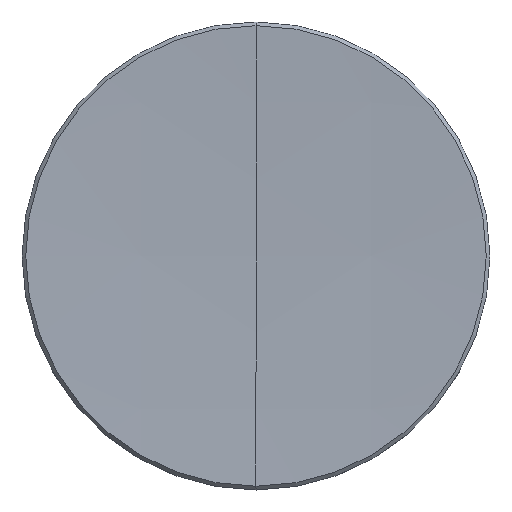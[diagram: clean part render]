
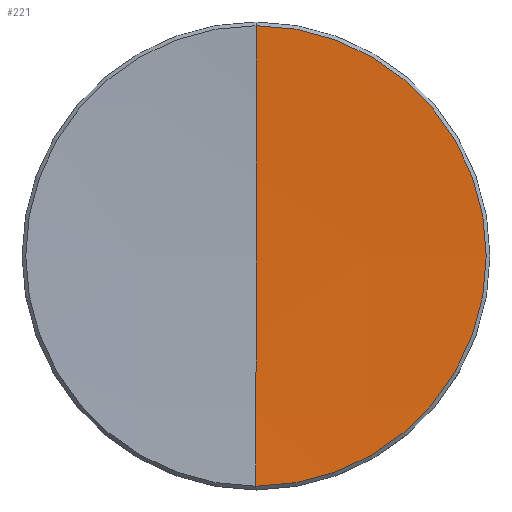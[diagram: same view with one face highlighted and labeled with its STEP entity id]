
A CAD part, top view. The second image highlights one B-rep face of the part: STEP entity #221.
In plain terms, the highlighted spherical face has radius 274.541 mm.
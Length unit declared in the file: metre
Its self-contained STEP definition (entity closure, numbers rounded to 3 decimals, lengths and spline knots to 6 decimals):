
#4 = CARTESIAN_POINT ( 'NONE',  ( 0., 0., 0.002 ) ) ;
#20 = SPHERICAL_SURFACE ( 'NONE', #118, 0.274541 ) ;
#23 = ORIENTED_EDGE ( 'NONE', *, *, #228, .T. ) ;
#32 = CARTESIAN_POINT ( 'NONE',  ( 0., 0., 0.002285 ) ) ;
#84 = AXIS2_PLACEMENT_3D ( 'NONE', #32, #112, #306 ) ;
#92 = DIRECTION ( 'NONE',  ( -1., 0., 0. ) ) ;
#96 = VERTEX_POINT ( 'NONE', #207 ) ;
#106 = EDGE_CURVE ( 'NONE', #215, #96, #125, .T. ) ;
#112 = DIRECTION ( 'NONE',  ( 0., 0., 1. ) ) ;
#117 = ORIENTED_EDGE ( 'NONE', *, *, #106, .F. ) ;
#118 = AXIS2_PLACEMENT_3D ( 'NONE', #195, #92, #300 ) ;
#125 = CIRCLE ( 'NONE', #324, 0.274541 ) ;
#128 = DIRECTION ( 'NONE',  ( 0., -1., 0. ) ) ;
#135 = CARTESIAN_POINT ( 'NONE',  ( 0., -0.0125, 0.002285 ) ) ;
#141 = AXIS2_PLACEMENT_3D ( 'NONE', #219, #217, #128 ) ;
#194 = ORIENTED_EDGE ( 'NONE', *, *, #273, .T. ) ;
#195 = CARTESIAN_POINT ( 'NONE',  ( 0., 0., 0.276541 ) ) ;
#207 = CARTESIAN_POINT ( 'NONE',  ( 0., 0.0125, 0.002285 ) ) ;
#215 = VERTEX_POINT ( 'NONE', #4 ) ;
#217 = DIRECTION ( 'NONE',  ( -1., 0., 0. ) ) ;
#219 = CARTESIAN_POINT ( 'NONE',  ( 0., 0., 0.276541 ) ) ;
#221 = ADVANCED_FACE ( 'NONE', ( #237 ), #20, .F. ) ;
#226 = DIRECTION ( 'NONE',  ( 1., 0., 0. ) ) ;
#228 = EDGE_CURVE ( 'NONE', #265, #96, #252, .T. ) ;
#237 = FACE_OUTER_BOUND ( 'NONE', #312, .T. ) ;
#252 = CIRCLE ( 'NONE', #84, 0.0125 ) ;
#254 = CARTESIAN_POINT ( 'NONE',  ( 0., 0., 0.276541 ) ) ;
#256 = DIRECTION ( 'NONE',  ( 0., 0., -1. ) ) ;
#265 = VERTEX_POINT ( 'NONE', #135 ) ;
#273 = EDGE_CURVE ( 'NONE', #215, #265, #282, .T. ) ;
#282 = CIRCLE ( 'NONE', #141, 0.274541 ) ;
#300 = DIRECTION ( 'NONE',  ( 0., 1., 0. ) ) ;
#306 = DIRECTION ( 'NONE',  ( 0., -1., 0. ) ) ;
#312 = EDGE_LOOP ( 'NONE', ( #117, #194, #23 ) ) ;
#324 = AXIS2_PLACEMENT_3D ( 'NONE', #254, #226, #256 ) ;
